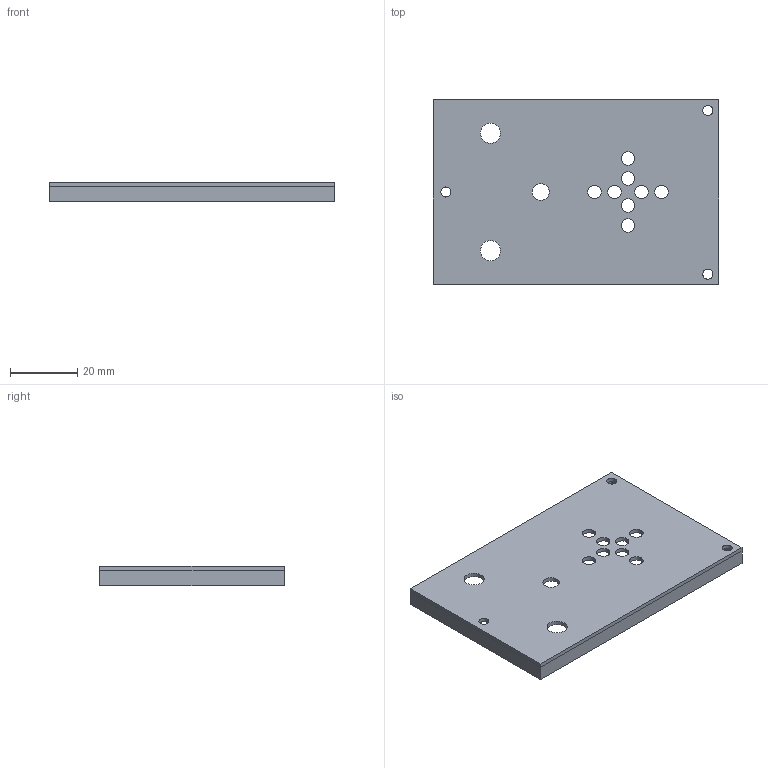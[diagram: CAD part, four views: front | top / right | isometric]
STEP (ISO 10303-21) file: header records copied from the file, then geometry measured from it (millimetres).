
FILE_DESCRIPTION(('FreeCAD Model'),'2;1');
FILE_NAME('Box top.step','2020-03-24T20:41:46',('Author'),(''), 'Open CASCADE STEP processor 7.3','FreeCAD','Unknown');
FILE_SCHEMA(('AUTOMOTIVE_DESIGN { 1 0 10303 214 1 1 1 1 }'));
Length unit declared in the file: millimetre
Products named in the file (1): Pad004
Bounding box: 85 x 55 x 5.7 mm (x, y, z)
Volume: 6858.6 mm3; surface area: 11985.6 mm2
Topology: 1 solids, 1 shells, 29 faces, 74 edges, 48 vertices
Faces by surface type: plane 15, cylinder 14
Full cylindrical faces by diameter (mm): 3 x3, 4 x8, 5 x1, 6 x2
Entity records: 1923 total; most frequent: DIRECTION 310, CARTESIAN_POINT 300, LINE 166, VECTOR 166, ORIENTED_EDGE 148, PCURVE 148, DEFINITIONAL_REPRESENTATION 148, EDGE_CURVE 74
